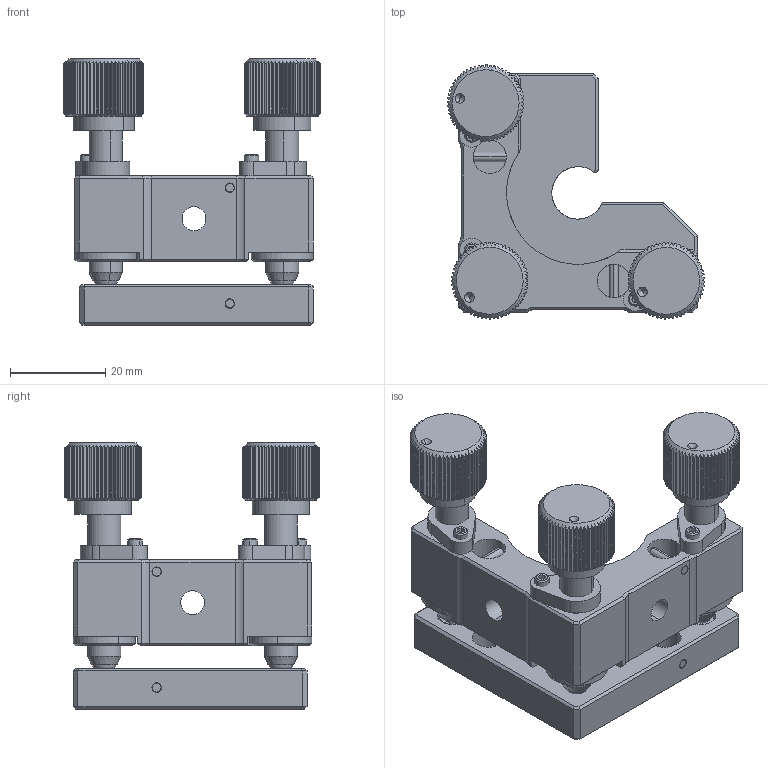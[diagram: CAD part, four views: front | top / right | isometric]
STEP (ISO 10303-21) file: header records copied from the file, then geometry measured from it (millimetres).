
FILE_DESCRIPTION (( 'STEP AP203' ), '1' );
FILE_NAME ('OMHS12.7-BS.STEP', '2018-12-07T09:22:53', ( '' ), ( '' ), 'SwSTEP 2.0', 'SolidWorks 2016', '' );
FILE_SCHEMA (( 'CONFIG_CONTROL_DESIGN' ));
Length unit declared in the file: millimetre
Products named in the file (1): OMHS12.7-BS
Bounding box: 53.84 x 53.22 x 55.8 mm (x, y, z)
Surface area: 20410.6 mm2 (no closed solid volume)
Topology: 0 solids, 29 shells, 1045 faces, 2902 edges, 1877 vertices
Faces by surface type: plane 523, cylinder 279, cone 237, torus 6
Entity records: 34181 total; most frequent: CARTESIAN_POINT 8557, ORIENTED_EDGE 5345, DIRECTION 5059, EDGE_CURVE 2888, AXIS2_PLACEMENT_3D 1897, VERTEX_POINT 1873, VECTOR 1265, LINE 1265
